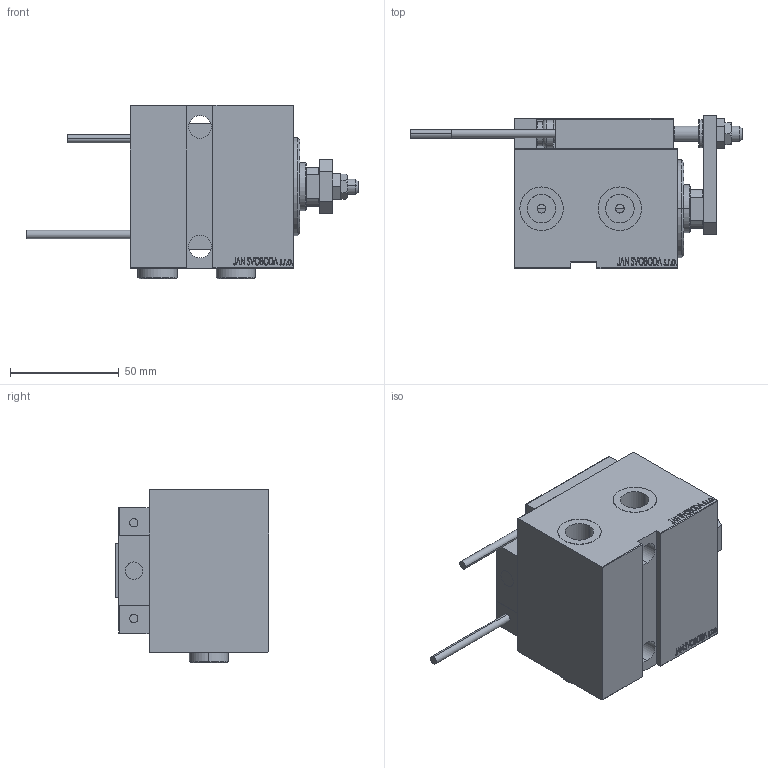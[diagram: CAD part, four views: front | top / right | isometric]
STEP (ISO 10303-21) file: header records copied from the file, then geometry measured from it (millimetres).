
FILE_DESCRIPTION (( 'STEP AP203' ), '1' );
FILE_NAME ('c6b0.STEP', '2024-05-20T10:27:57', ( '' ), ( '' ), 'SwSTEP 2.0', 'SolidWorks 2019', '' );
FILE_SCHEMA (( 'CONFIG_CONTROL_DESIGN' ));
Length unit declared in the file: millimetre
Products named in the file (17): Zatka_OIL_PORT d46efcab5cbdf2ddd4b53b4fe3beecf4; V450CM_E_Body d46efcab5cbdf2ddd4b53b4fe3beecf4; V450CM_VC_B d46efcab5cbdf2ddd4b53b4fe3beecf4; MAGNET d46efcab5cbdf2ddd4b53b4fe3beecf4; Block d46efcab5cbdf2ddd4b53b4fe3beecf4; SWITCH X d46efcab5cbdf2ddd4b53b4fe3beecf4; ALLEN BOLT D8 d46efcab5cbdf2ddd4b53b4fe3beecf4; SWITCH_X_FRONT_BACK d46efcab5cbdf2ddd4b53b4fe3beecf4; NUT_D12 d46efcab5cbdf2ddd4b53b4fe3beecf4; ZARAZKA d46efcab5cbdf2ddd4b53b4fe3beecf4; ALLEN BOLT D5 d46efcab5cbdf2ddd4b53b4fe3beecf4; KONCOVKA d46efcab5cbdf2ddd4b53b4fe3beecf4; c6b0; NUT_D10 d46efcab5cbdf2ddd4b53b4fe3beecf4; SWITCH DIM B,W d46efcab5cbdf2ddd4b53b4fe3beecf4; V450CM_E_VCP d46efcab5cbdf2ddd4b53b4fe3beecf4; TYC_L79 d46efcab5cbdf2ddd4b53b4fe3beecf4
Assembly tree (27 placements, depth 3):
  c6b0
    V450CM_E_Body d46efcab5cbdf2ddd4b53b4fe3beecf4
    V450CM_E_VCP d46efcab5cbdf2ddd4b53b4fe3beecf4
    V450CM_VC_B d46efcab5cbdf2ddd4b53b4fe3beecf4
    SWITCH X d46efcab5cbdf2ddd4b53b4fe3beecf4
      SWITCH_X_FRONT_BACK d46efcab5cbdf2ddd4b53b4fe3beecf4  x2
      TYC_L79 d46efcab5cbdf2ddd4b53b4fe3beecf4
      Block d46efcab5cbdf2ddd4b53b4fe3beecf4  x2
      ALLEN BOLT D5 d46efcab5cbdf2ddd4b53b4fe3beecf4  x4
      ALLEN BOLT D8 d46efcab5cbdf2ddd4b53b4fe3beecf4  x4
      MAGNET d46efcab5cbdf2ddd4b53b4fe3beecf4  x2
      KONCOVKA d46efcab5cbdf2ddd4b53b4fe3beecf4  x2
    SWITCH DIM B,W d46efcab5cbdf2ddd4b53b4fe3beecf4
    ZARAZKA d46efcab5cbdf2ddd4b53b4fe3beecf4
    NUT_D10 d46efcab5cbdf2ddd4b53b4fe3beecf4
    NUT_D12 d46efcab5cbdf2ddd4b53b4fe3beecf4
    Zatka_OIL_PORT d46efcab5cbdf2ddd4b53b4fe3beecf4  x2
Bounding box: 152.7 x 70.5 x 79.9 mm (x, y, z)
Volume: 332434 mm3; surface area: 80389.3 mm2
Topology: 26 solids, 26 shells, 1336 faces, 3188 edges, 2034 vertices
Faces by surface type: plane 603, bspline 380, cylinder 188, cone 117, torus 44, sphere 4
Entity records: 50900 total; most frequent: CARTESIAN_POINT 25631, ORIENTED_EDGE 5316, DIRECTION 3607, EDGE_CURVE 2658, VERTEX_POINT 1734, VECTOR 1547, LINE 1547, EDGE_LOOP 1226
